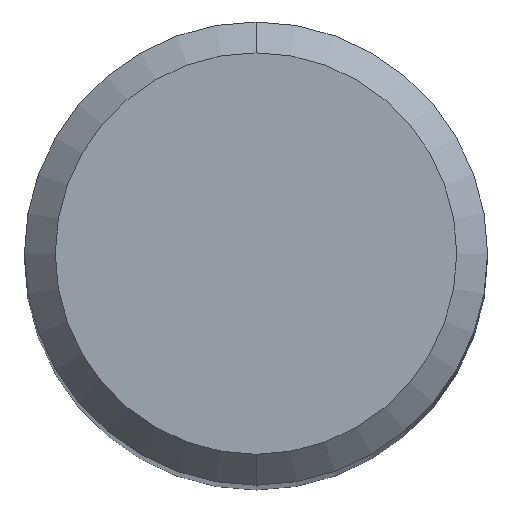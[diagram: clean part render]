
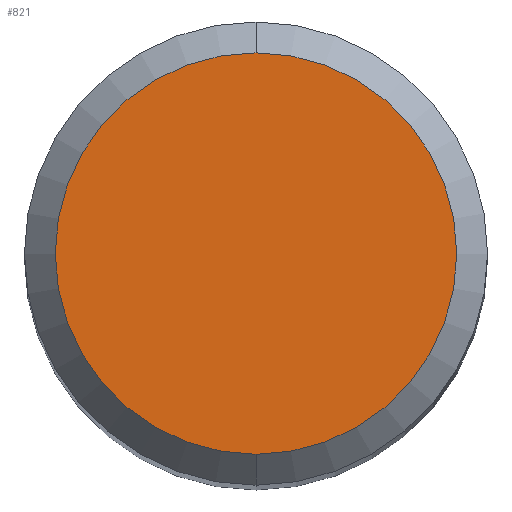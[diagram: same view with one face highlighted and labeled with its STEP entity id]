
A CAD part, top view. The second image highlights one B-rep face of the part: STEP entity #821.
In plain terms, the highlighted planar face has unit normal (0, 0, 1).
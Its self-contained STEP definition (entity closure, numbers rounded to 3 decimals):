
#543=EDGE_CURVE('',#659,#683,#1158,.T.);
#569=EDGE_CURVE('',#683,#659,#1186,.T.);
#659=VERTEX_POINT('',#1284);
#683=VERTEX_POINT('',#1310);
#821=ADVANCED_FACE('',(#1463),#1464,.T.);
#1158=CIRCLE('',#4018,2.6);
#1186=CIRCLE('',#4098,2.6);
#1284=CARTESIAN_POINT('',(0.0,2.6,0.0));
#1310=CARTESIAN_POINT('',(0.,-2.6,0.0));
#1463=FACE_OUTER_BOUND('',#5609,.T.);
#1464=PLANE('',#5610);
#4018=AXIS2_PLACEMENT_3D('',#6192,#6193,#6194);
#4098=AXIS2_PLACEMENT_3D('',#6228,#6229,#6230);
#5609=EDGE_LOOP('',(#6524,#6525));
#5610=AXIS2_PLACEMENT_3D('',#6526,#6527,#6528);
#6192=CARTESIAN_POINT('',(0.0,0.0,0.0));
#6193=DIRECTION('',(0.0,0.0,-1.0));
#6194=DIRECTION('',(0.0,1.0,0.0));
#6228=CARTESIAN_POINT('',(0.0,0.0,0.0));
#6229=DIRECTION('',(0.0,0.0,-1.0));
#6230=DIRECTION('',(0.0,1.0,0.0));
#6524=ORIENTED_EDGE('',*,*,#543,.F.);
#6525=ORIENTED_EDGE('',*,*,#569,.F.);
#6526=CARTESIAN_POINT('',(0.0,1.3,0.0));
#6527=DIRECTION('',(-0.0,0.0,1.0));
#6528=DIRECTION('',(0.0,-1.0,0.0));
